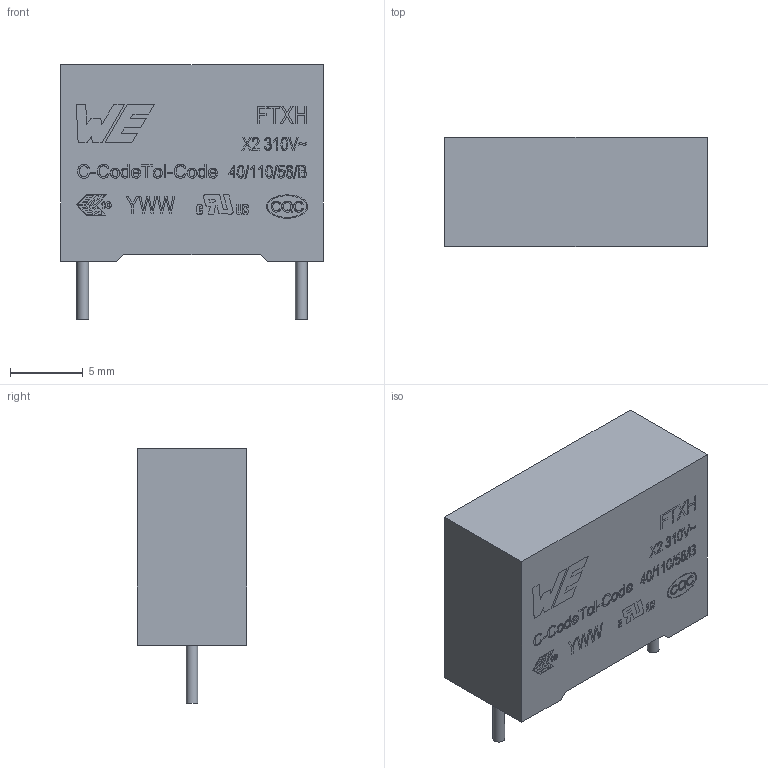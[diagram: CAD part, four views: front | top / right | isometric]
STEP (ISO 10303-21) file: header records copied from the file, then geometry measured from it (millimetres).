
FILE_DESCRIPTION(/* description */ ('Unknown'),/* implementation_level */ '2;1');
FILE_NAME(/* name */ '15x18x7,5x13,5',/* time_stamp */ '2024-12-31T17:15:32+08:00',/* author */ ('Unknown'),/* organization */ ('Unknown'),/* preprocessor_version */ 'ST-DEVELOPER v19.4',/* originating_system */ 'Solid Edge',/* authorisation */ 'Unknown');
FILE_SCHEMA (('AUTOMOTIVE_DESIGN {1 0 10303 214 3 1 1}'));
Length unit declared in the file: millimetre
Products named in the file (4): 15x18x7,5x13,5; Body; Sleeve; Marking_Pitch15
Assembly tree (3 placements, depth 2):
  15x18x7,5x13,5
    Body
    Sleeve
    Marking_Pitch15
Bounding box: 18 x 7.5 x 17.5 mm (x, y, z)
Volume: 1780.6 mm3; surface area: 2325.3 mm2
Topology: 54 solids, 54 shells, 553 faces, 1327 edges, 884 vertices
Faces by surface type: plane 443, bspline 84, cylinder 24, torus 2
Full cylindrical faces by diameter (mm): 0.8 x2
Entity records: 19104 total; most frequent: CARTESIAN_POINT 6207, ORIENTED_EDGE 2608, DIRECTION 2176, EDGE_CURVE 1304, LINE 1086, VECTOR 1086, VERTEX_POINT 884, EDGE_LOOP 622
